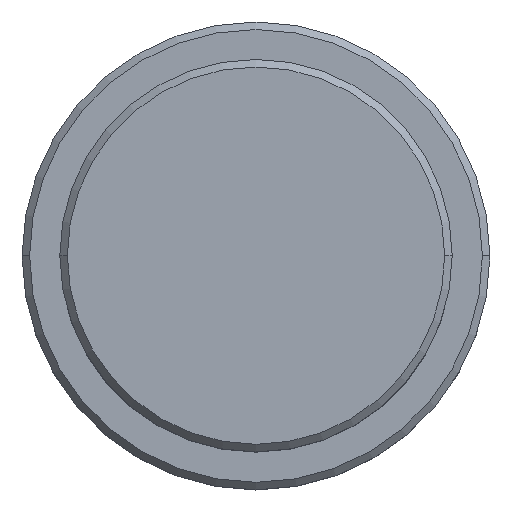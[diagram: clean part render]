
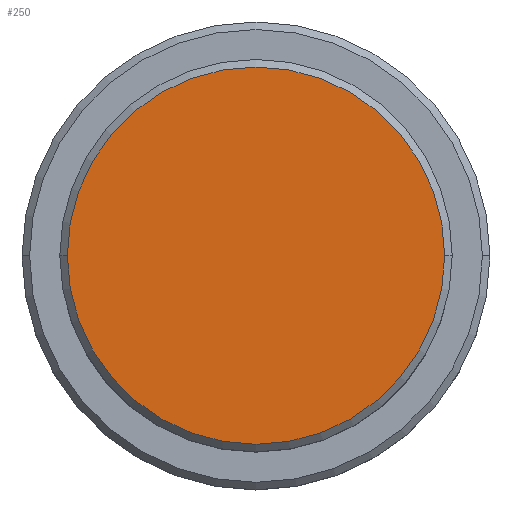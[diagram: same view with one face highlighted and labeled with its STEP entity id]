
A CAD part, top view. The second image highlights one B-rep face of the part: STEP entity #250.
In plain terms, the highlighted planar face has unit normal (0, 0, 1).
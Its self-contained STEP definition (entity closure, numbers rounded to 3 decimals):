
#75 = EDGE_CURVE ( 'NONE', #494, #656, #577, .T. ) ;
#78 = ORIENTED_EDGE ( 'NONE', *, *, #1112, .T. ) ;
#188 = CARTESIAN_POINT ( 'NONE',  ( 12.5, 0., 0. ) ) ;
#205 = CIRCLE ( 'NONE', #556, 12.5 ) ;
#250 = ADVANCED_FACE ( 'NONE', ( #346 ), #888, .T. ) ;
#299 = DIRECTION ( 'NONE',  ( 1., 0., 0. ) ) ;
#345 = CARTESIAN_POINT ( 'NONE',  ( -12.5, 0., 0. ) ) ;
#346 = FACE_OUTER_BOUND ( 'NONE', #882, .T. ) ;
#380 = DIRECTION ( 'NONE',  ( 0., 0., 1. ) ) ;
#494 = VERTEX_POINT ( 'NONE', #188 ) ;
#556 = AXIS2_PLACEMENT_3D ( 'NONE', #1078, #380, #299 ) ;
#577 = CIRCLE ( 'NONE', #781, 12.5 ) ;
#592 = DIRECTION ( 'NONE',  ( 1., 0., 0. ) ) ;
#656 = VERTEX_POINT ( 'NONE', #345 ) ;
#657 = CARTESIAN_POINT ( 'NONE',  ( 0., 0., 0. ) ) ;
#690 = AXIS2_PLACEMENT_3D ( 'NONE', #1216, #783, #592 ) ;
#781 = AXIS2_PLACEMENT_3D ( 'NONE', #657, #1095, #1314 ) ;
#783 = DIRECTION ( 'NONE',  ( 0., 0., 1. ) ) ;
#882 = EDGE_LOOP ( 'NONE', ( #78, #1353 ) ) ;
#888 = PLANE ( 'NONE',  #690 ) ;
#1078 = CARTESIAN_POINT ( 'NONE',  ( 0., 0., 0. ) ) ;
#1095 = DIRECTION ( 'NONE',  ( 0., 0., 1. ) ) ;
#1112 = EDGE_CURVE ( 'NONE', #656, #494, #205, .T. ) ;
#1216 = CARTESIAN_POINT ( 'NONE',  ( 0., 0., 0. ) ) ;
#1314 = DIRECTION ( 'NONE',  ( 1., 0., 0. ) ) ;
#1353 = ORIENTED_EDGE ( 'NONE', *, *, #75, .T. ) ;
